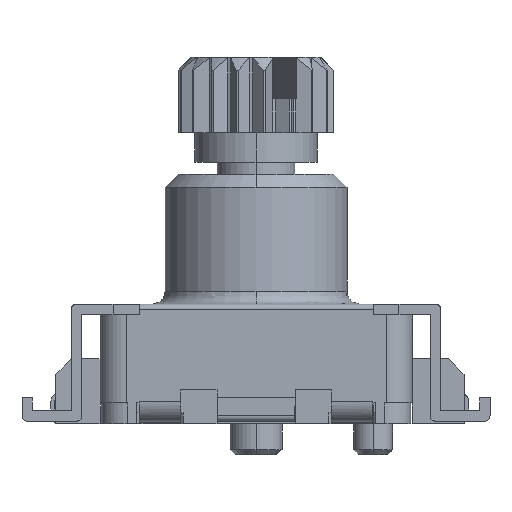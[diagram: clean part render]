
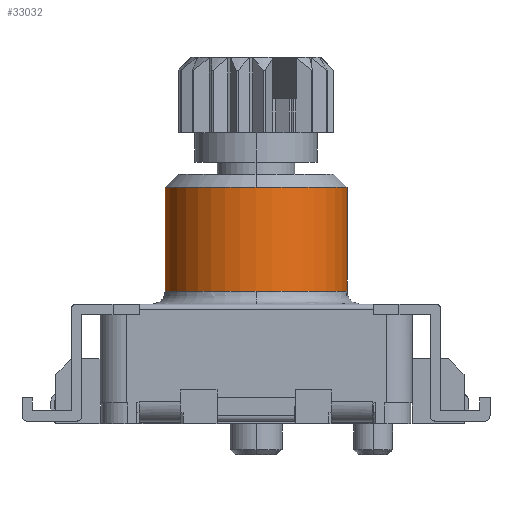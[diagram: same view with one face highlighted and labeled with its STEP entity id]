
A CAD part, left-side view. The second image highlights one B-rep face of the part: STEP entity #33032.
In plain terms, the highlighted cylindrical face has radius 3.5 mm (diameter 7 mm), a partial arc.
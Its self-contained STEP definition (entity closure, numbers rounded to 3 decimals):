
#668 = DIRECTION ( 'NONE',  ( -1., 0., 0. ) ) ;
#854 = DIRECTION ( 'NONE',  ( 0., 0., -1. ) ) ;
#959 = EDGE_CURVE ( 'NONE', #26052, #7184, #15161, .T. ) ;
#1323 = AXIS2_PLACEMENT_3D ( 'NONE', #24472, #854, #668 ) ;
#2269 = DIRECTION ( 'NONE',  ( 0., 0., 1. ) ) ;
#3995 = CARTESIAN_POINT ( 'NONE',  ( -1.717, -3.822, 5.4 ) ) ;
#4838 = CARTESIAN_POINT ( 'NONE',  ( 1.783, -3.822, 5.4 ) ) ;
#5001 = CIRCLE ( 'NONE', #1323, 3.5 ) ;
#5765 = CARTESIAN_POINT ( 'NONE',  ( 1.783, -3.822, 9.4 ) ) ;
#5815 = CARTESIAN_POINT ( 'NONE',  ( 1.783, -3.822, 9.4 ) ) ;
#5832 = ORIENTED_EDGE ( 'NONE', *, *, #37613, .F. ) ;
#6015 = DIRECTION ( 'NONE',  ( 0., -1., 0. ) ) ;
#7184 = VERTEX_POINT ( 'NONE', #18603 ) ;
#7279 = FACE_OUTER_BOUND ( 'NONE', #7876, .T. ) ;
#7876 = EDGE_LOOP ( 'NONE', ( #35903, #16331, #20509, #16026, #5832, #38304 ) ) ;
#10554 = AXIS2_PLACEMENT_3D ( 'NONE', #5815, #29490, #6015 ) ;
#11211 = DIRECTION ( 'NONE',  ( -1., 0., 0. ) ) ;
#11568 = DIRECTION ( 'NONE',  ( 0., -1., 0. ) ) ;
#11662 = DIRECTION ( 'NONE',  ( 0., 0., 1. ) ) ;
#12122 = VECTOR ( 'NONE', #2269, 1000. ) ;
#12235 = CARTESIAN_POINT ( 'NONE',  ( 1.783, -0.322, 4.9 ) ) ;
#12954 = VERTEX_POINT ( 'NONE', #22694 ) ;
#13669 = EDGE_CURVE ( 'NONE', #29439, #26052, #22028, .T. ) ;
#15161 = LINE ( 'NONE', #12235, #37908 ) ;
#15513 = AXIS2_PLACEMENT_3D ( 'NONE', #19307, #30583, #15825 ) ;
#15825 = DIRECTION ( 'NONE',  ( 0., -1., 0. ) ) ;
#16026 = ORIENTED_EDGE ( 'NONE', *, *, #19769, .F. ) ;
#16331 = ORIENTED_EDGE ( 'NONE', *, *, #959, .T. ) ;
#16443 = VERTEX_POINT ( 'NONE', #21948 ) ;
#16957 = LINE ( 'NONE', #28813, #12122 ) ;
#17928 = VERTEX_POINT ( 'NONE', #35638 ) ;
#17952 = DIRECTION ( 'NONE',  ( 0., 0., -1. ) ) ;
#18548 = CYLINDRICAL_SURFACE ( 'NONE', #15513, 3.5 ) ;
#18603 = CARTESIAN_POINT ( 'NONE',  ( 1.783, -0.322, 9.4 ) ) ;
#18808 = CIRCLE ( 'NONE', #26245, 3.5 ) ;
#19307 = CARTESIAN_POINT ( 'NONE',  ( 1.783, -3.822, 4.9 ) ) ;
#19769 = EDGE_CURVE ( 'NONE', #12954, #16443, #28529, .T. ) ;
#20509 = ORIENTED_EDGE ( 'NONE', *, *, #27143, .F. ) ;
#21948 = CARTESIAN_POINT ( 'NONE',  ( -1.717, -3.822, 9.4 ) ) ;
#22028 = CIRCLE ( 'NONE', #35672, 3.5 ) ;
#22694 = CARTESIAN_POINT ( 'NONE',  ( 1.783, -7.322, 9.4 ) ) ;
#24472 = CARTESIAN_POINT ( 'NONE',  ( 1.783, -3.822, 5.4 ) ) ;
#26052 = VERTEX_POINT ( 'NONE', #36501 ) ;
#26245 = AXIS2_PLACEMENT_3D ( 'NONE', #5765, #26319, #11568 ) ;
#26319 = DIRECTION ( 'NONE',  ( 0., 0., -1. ) ) ;
#27143 = EDGE_CURVE ( 'NONE', #16443, #7184, #18808, .T. ) ;
#28529 = CIRCLE ( 'NONE', #10554, 3.5 ) ;
#28813 = CARTESIAN_POINT ( 'NONE',  ( 1.783, -7.322, 4.9 ) ) ;
#29439 = VERTEX_POINT ( 'NONE', #3995 ) ;
#29490 = DIRECTION ( 'NONE',  ( 0., 0., -1. ) ) ;
#30583 = DIRECTION ( 'NONE',  ( 0., 0., 1. ) ) ;
#33032 = ADVANCED_FACE ( 'NONE', ( #7279 ), #18548, .F. ) ;
#33274 = EDGE_CURVE ( 'NONE', #17928, #29439, #5001, .T. ) ;
#35638 = CARTESIAN_POINT ( 'NONE',  ( 1.783, -7.322, 5.4 ) ) ;
#35672 = AXIS2_PLACEMENT_3D ( 'NONE', #4838, #17952, #11211 ) ;
#35903 = ORIENTED_EDGE ( 'NONE', *, *, #13669, .T. ) ;
#36501 = CARTESIAN_POINT ( 'NONE',  ( 1.783, -0.322, 5.4 ) ) ;
#37613 = EDGE_CURVE ( 'NONE', #17928, #12954, #16957, .T. ) ;
#37908 = VECTOR ( 'NONE', #11662, 1000. ) ;
#38304 = ORIENTED_EDGE ( 'NONE', *, *, #33274, .T. ) ;
